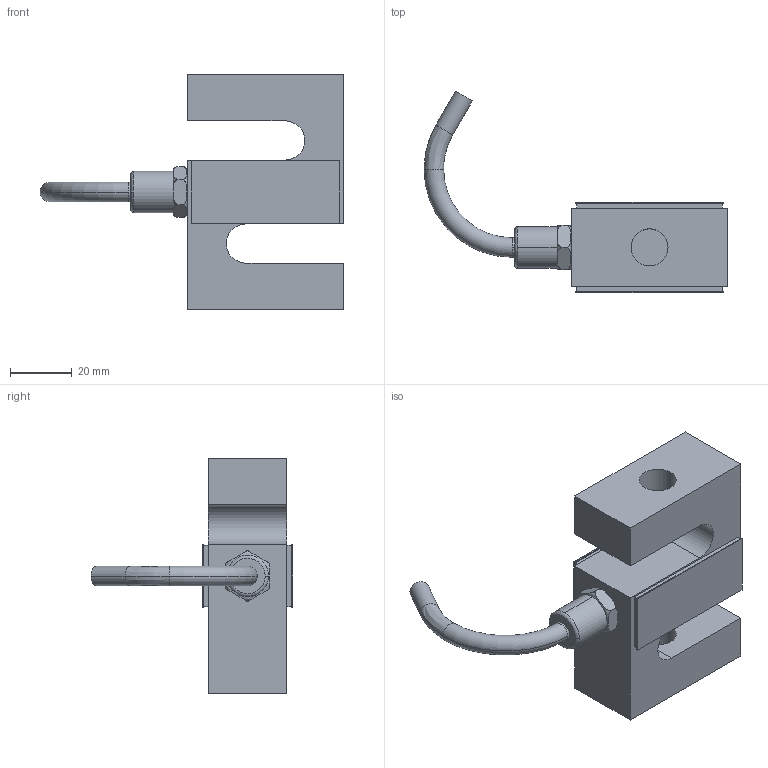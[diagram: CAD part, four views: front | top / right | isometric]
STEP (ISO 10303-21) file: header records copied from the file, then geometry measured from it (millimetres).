
FILE_DESCRIPTION (( 'STEP AP203' ), '1' );
FILE_NAME ('Interface SSM-AJ-2000N.STEP', '2013-04-23T15:56:23', ( 'Ricky Parrish' ), ( '' ), 'SwSTEP 2.0', 'SolidWorks 2002349', '' );
FILE_SCHEMA (( 'CONFIG_CONTROL_DESIGN' ));
Length unit declared in the file: inch
Products named in the file (1): Interface SSM-AJ-2000N
Bounding box: 98.46 x 65.37 x 76.2 mm (x, y, z)
Volume: 79811.5 mm3; surface area: 19443 mm2
Topology: 1 solids, 1 shells, 62 faces, 158 edges, 104 vertices
Faces by surface type: plane 40, cylinder 12, bspline 8, torus 2
Entity records: 2319 total; most frequent: CARTESIAN_POINT 793, ORIENTED_EDGE 316, DIRECTION 274, EDGE_CURVE 158, VERTEX_POINT 104, LINE 96, VECTOR 96, AXIS2_PLACEMENT_3D 89
